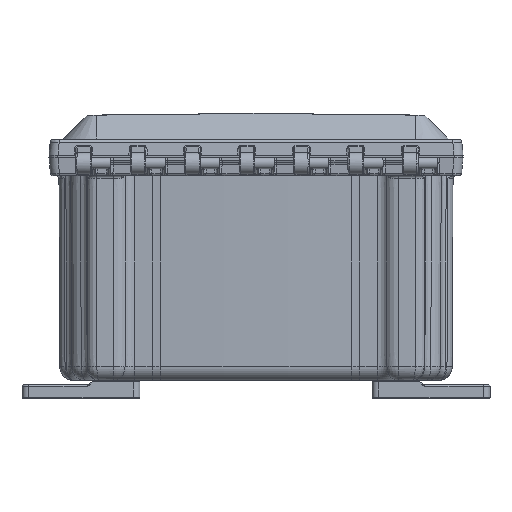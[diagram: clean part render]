
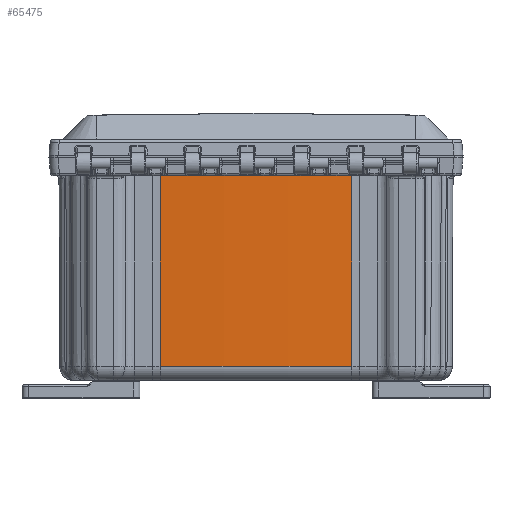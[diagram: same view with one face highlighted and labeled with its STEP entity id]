
A CAD part, left-side view. The second image highlights one B-rep face of the part: STEP entity #65475.
In plain terms, the highlighted conical face has half-angle 0.25 degrees and reference radius 1537.47 mm.
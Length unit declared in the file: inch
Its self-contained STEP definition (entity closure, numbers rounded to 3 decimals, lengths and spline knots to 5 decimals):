
#7128 = DIRECTION ( 'NONE',  ( 0.004, 0., -1. ) ) ;
#7408 = CARTESIAN_POINT ( 'NONE',  ( -4.15118, -2.66174, 2.32 ) ) ;
#10633 = ORIENTED_EDGE ( 'NONE', *, *, #21300, .F. ) ;
#14577 = DIRECTION ( 'NONE',  ( 0., 0., 1. ) ) ;
#14987 = EDGE_CURVE ( 'NONE', #111712, #97209, #78359, .T. ) ;
#16443 = CARTESIAN_POINT ( 'NONE',  ( -4.14038, 2.62371, -0.15821 ) ) ;
#21300 = EDGE_CURVE ( 'NONE', #76735, #97209, #110481, .T. ) ;
#25529 = EDGE_LOOP ( 'NONE', ( #68695, #82728, #98321, #10633 ) ) ;
#33787 = CARTESIAN_POINT ( 'NONE',  ( -4.12829, 2.62319, -2.9317 ) ) ;
#35354 = VECTOR ( 'NONE', #106152, 39.37008 ) ;
#37587 = CARTESIAN_POINT ( 'NONE',  ( 56.32016, -0.01878, -2.9317 ) ) ;
#41089 = CARTESIAN_POINT ( 'NONE',  ( -4.12829, -2.66074, -2.9317 ) ) ;
#45720 = AXIS2_PLACEMENT_3D ( 'NONE', #107842, #54708, #45944 ) ;
#45944 = DIRECTION ( 'NONE',  ( -1., 0., 0. ) ) ;
#46324 = DIRECTION ( 'NONE',  ( -0.999, -0.044, 0. ) ) ;
#50745 = CARTESIAN_POINT ( 'NONE',  ( 56.32016, -0.01878, 2.61528 ) ) ;
#54708 = DIRECTION ( 'NONE',  ( 0., 0., -1. ) ) ;
#55412 = VERTEX_POINT ( 'NONE', #7408 ) ;
#63366 = VECTOR ( 'NONE', #7128, 39.37008 ) ;
#63817 = AXIS2_PLACEMENT_3D ( 'NONE', #37587, #99460, #46324 ) ;
#65475 = ADVANCED_FACE ( 'NONE', ( #67109 ), #82502, .T. ) ;
#67109 = FACE_OUTER_BOUND ( 'NONE', #25529, .T. ) ;
#68695 = ORIENTED_EDGE ( 'NONE', *, *, #93643, .T. ) ;
#71689 = LINE ( 'NONE', #88067, #35354 ) ;
#76735 = VERTEX_POINT ( 'NONE', #41089 ) ;
#78359 = LINE ( 'NONE', #16443, #63366 ) ;
#80752 = EDGE_CURVE ( 'NONE', #55412, #111712, #112822, .T. ) ;
#82502 = CONICAL_SURFACE ( 'NONE', #106735, 60.53036, 0.004 ) ;
#82728 = ORIENTED_EDGE ( 'NONE', *, *, #80752, .T. ) ;
#88067 = CARTESIAN_POINT ( 'NONE',  ( -4.14038, -2.66127, -0.15821 ) ) ;
#93643 = EDGE_CURVE ( 'NONE', #76735, #55412, #71689, .T. ) ;
#97209 = VERTEX_POINT ( 'NONE', #33787 ) ;
#98321 = ORIENTED_EDGE ( 'NONE', *, *, #14987, .T. ) ;
#99460 = DIRECTION ( 'NONE',  ( 0., 0., -1. ) ) ;
#104855 = CARTESIAN_POINT ( 'NONE',  ( -4.15118, 2.62419, 2.32 ) ) ;
#106152 = DIRECTION ( 'NONE',  ( -0.004, 0., 1. ) ) ;
#106735 = AXIS2_PLACEMENT_3D ( 'NONE', #50745, #14577, #112640 ) ;
#107842 = CARTESIAN_POINT ( 'NONE',  ( 56.32016, -0.01878, 2.32 ) ) ;
#110481 = CIRCLE ( 'NONE', #63817, 60.50615 ) ;
#111712 = VERTEX_POINT ( 'NONE', #104855 ) ;
#112640 = DIRECTION ( 'NONE',  ( -1., 0., 0. ) ) ;
#112822 = CIRCLE ( 'NONE', #45720, 60.52907 ) ;
